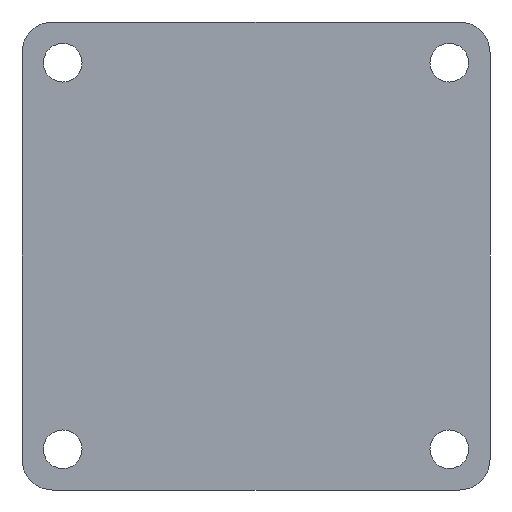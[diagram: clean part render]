
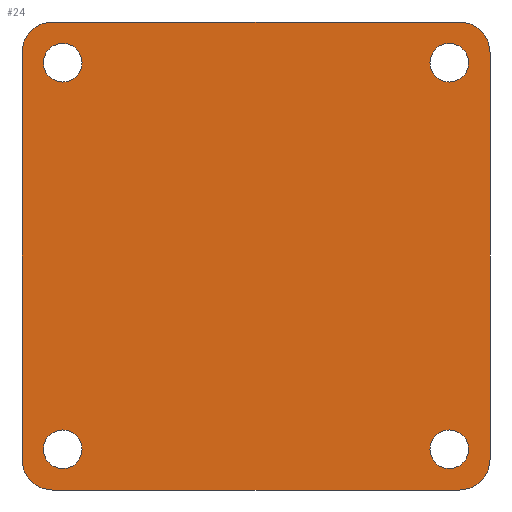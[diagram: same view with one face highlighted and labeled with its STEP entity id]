
A CAD part, front view. The second image highlights one B-rep face of the part: STEP entity #24.
In plain terms, the highlighted planar face has unit normal (0, -1, 0).
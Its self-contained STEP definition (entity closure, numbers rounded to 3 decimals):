
#14 = CARTESIAN_POINT ( 'NONE',  ( 0., 0., 0. ) ) ;
#24 = ADVANCED_FACE ( 'NONE', ( #391, #764, #1377, #1525, #252 ), #1255, .T. ) ;
#51 = DIRECTION ( 'NONE',  ( 0., 0., 1. ) ) ;
#53 = ORIENTED_EDGE ( 'NONE', *, *, #242, .T. ) ;
#65 = ORIENTED_EDGE ( 'NONE', *, *, #1508, .T. ) ;
#70 = CARTESIAN_POINT ( 'NONE',  ( -115., 0., -100. ) ) ;
#104 = DIRECTION ( 'NONE',  ( 0., 1., 0. ) ) ;
#105 = CIRCLE ( 'NONE', #594, 9.5 ) ;
#107 = CARTESIAN_POINT ( 'NONE',  ( 95., 0., 95. ) ) ;
#120 = VERTEX_POINT ( 'NONE', #1008 ) ;
#136 = EDGE_CURVE ( 'NONE', #868, #141, #756, .T. ) ;
#141 = VERTEX_POINT ( 'NONE', #190 ) ;
#142 = CARTESIAN_POINT ( 'NONE',  ( -115., 0., -115. ) ) ;
#151 = CARTESIAN_POINT ( 'NONE',  ( 115., 0., 115. ) ) ;
#166 = CARTESIAN_POINT ( 'NONE',  ( 115., 0., -100. ) ) ;
#172 = CIRCLE ( 'NONE', #324, 15. ) ;
#180 = DIRECTION ( 'NONE',  ( 0., 1., 0. ) ) ;
#186 = ORIENTED_EDGE ( 'NONE', *, *, #1394, .T. ) ;
#190 = CARTESIAN_POINT ( 'NONE',  ( -100., 0., -115. ) ) ;
#194 = EDGE_CURVE ( 'NONE', #672, #1599, #105, .T. ) ;
#206 = VECTOR ( 'NONE', #227, 1000. ) ;
#214 = DIRECTION ( 'NONE',  ( 0., 0., 1. ) ) ;
#227 = DIRECTION ( 'NONE',  ( 1., 0., 0. ) ) ;
#228 = EDGE_LOOP ( 'NONE', ( #1485, #1005 ) ) ;
#242 = EDGE_CURVE ( 'NONE', #1599, #672, #1125, .T. ) ;
#248 = ORIENTED_EDGE ( 'NONE', *, *, #1444, .F. ) ;
#252 = FACE_OUTER_BOUND ( 'NONE', #1271, .T. ) ;
#269 = AXIS2_PLACEMENT_3D ( 'NONE', #1586, #1131, #1114 ) ;
#272 = DIRECTION ( 'NONE',  ( 0., 1., 0. ) ) ;
#307 = AXIS2_PLACEMENT_3D ( 'NONE', #433, #815, #1303 ) ;
#316 = DIRECTION ( 'NONE',  ( 0., 0., -1. ) ) ;
#324 = AXIS2_PLACEMENT_3D ( 'NONE', #757, #1262, #1287 ) ;
#338 = CARTESIAN_POINT ( 'NONE',  ( 95., 0., 85.5 ) ) ;
#341 = DIRECTION ( 'NONE',  ( 0., -1., 0. ) ) ;
#342 = EDGE_CURVE ( 'NONE', #1017, #1298, #1532, .T. ) ;
#349 = EDGE_CURVE ( 'NONE', #508, #541, #1278, .T. ) ;
#350 = CIRCLE ( 'NONE', #559, 9.5 ) ;
#359 = AXIS2_PLACEMENT_3D ( 'NONE', #14, #1407, #1143 ) ;
#360 = EDGE_CURVE ( 'NONE', #1174, #1316, #1592, .T. ) ;
#369 = DIRECTION ( 'NONE',  ( 0., 1., 0. ) ) ;
#388 = AXIS2_PLACEMENT_3D ( 'NONE', #1301, #180, #316 ) ;
#391 = FACE_BOUND ( 'NONE', #777, .T. ) ;
#431 = CIRCLE ( 'NONE', #269, 15. ) ;
#432 = EDGE_CURVE ( 'NONE', #120, #451, #1574, .T. ) ;
#433 = CARTESIAN_POINT ( 'NONE',  ( -95., 0., -95. ) ) ;
#440 = AXIS2_PLACEMENT_3D ( 'NONE', #1477, #104, #974 ) ;
#451 = VERTEX_POINT ( 'NONE', #1245 ) ;
#466 = VERTEX_POINT ( 'NONE', #951 ) ;
#468 = CARTESIAN_POINT ( 'NONE',  ( -115., 0., 115. ) ) ;
#480 = CARTESIAN_POINT ( 'NONE',  ( 100., 0., -115. ) ) ;
#490 = CIRCLE ( 'NONE', #519, 9.5 ) ;
#504 = EDGE_CURVE ( 'NONE', #541, #508, #858, .T. ) ;
#508 = VERTEX_POINT ( 'NONE', #549 ) ;
#517 = EDGE_LOOP ( 'NONE', ( #727, #821 ) ) ;
#519 = AXIS2_PLACEMENT_3D ( 'NONE', #1292, #272, #1507 ) ;
#534 = CARTESIAN_POINT ( 'NONE',  ( -95., 0., 85.5 ) ) ;
#541 = VERTEX_POINT ( 'NONE', #1306 ) ;
#549 = CARTESIAN_POINT ( 'NONE',  ( 95., 0., -85.5 ) ) ;
#559 = AXIS2_PLACEMENT_3D ( 'NONE', #107, #1391, #51 ) ;
#593 = EDGE_CURVE ( 'NONE', #1341, #466, #490, .T. ) ;
#594 = AXIS2_PLACEMENT_3D ( 'NONE', #1194, #1414, #1550 ) ;
#618 = AXIS2_PLACEMENT_3D ( 'NONE', #682, #1439, #1071 ) ;
#630 = ORIENTED_EDGE ( 'NONE', *, *, #747, .T. ) ;
#672 = VERTEX_POINT ( 'NONE', #910 ) ;
#677 = ORIENTED_EDGE ( 'NONE', *, *, #827, .T. ) ;
#682 = CARTESIAN_POINT ( 'NONE',  ( 95., 0., -95. ) ) ;
#715 = CARTESIAN_POINT ( 'NONE',  ( -95., 0., 95. ) ) ;
#726 = CIRCLE ( 'NONE', #1383, 15. ) ;
#727 = ORIENTED_EDGE ( 'NONE', *, *, #349, .T. ) ;
#735 = CARTESIAN_POINT ( 'NONE',  ( -95., 0., -85.5 ) ) ;
#747 = EDGE_CURVE ( 'NONE', #1298, #1017, #1459, .T. ) ;
#756 = LINE ( 'NONE', #142, #1101 ) ;
#757 = CARTESIAN_POINT ( 'NONE',  ( -100., 0., -100. ) ) ;
#764 = FACE_BOUND ( 'NONE', #228, .T. ) ;
#769 = ORIENTED_EDGE ( 'NONE', *, *, #136, .F. ) ;
#771 = DIRECTION ( 'NONE',  ( -1., 0., 0. ) ) ;
#777 = EDGE_LOOP ( 'NONE', ( #630, #952 ) ) ;
#815 = DIRECTION ( 'NONE',  ( 0., 1., 0. ) ) ;
#821 = ORIENTED_EDGE ( 'NONE', *, *, #504, .T. ) ;
#827 = EDGE_CURVE ( 'NONE', #868, #1512, #726, .T. ) ;
#838 = CARTESIAN_POINT ( 'NONE',  ( -115., 0., 100. ) ) ;
#840 = DIRECTION ( 'NONE',  ( 0., 0., -1. ) ) ;
#853 = CARTESIAN_POINT ( 'NONE',  ( -95., 0., 104.5 ) ) ;
#858 = CIRCLE ( 'NONE', #618, 9.5 ) ;
#868 = VERTEX_POINT ( 'NONE', #480 ) ;
#897 = DIRECTION ( 'NONE',  ( 0., 0., -1. ) ) ;
#905 = LINE ( 'NONE', #151, #1447 ) ;
#910 = CARTESIAN_POINT ( 'NONE',  ( -95., 0., -104.5 ) ) ;
#951 = CARTESIAN_POINT ( 'NONE',  ( 95., 0., 104.5 ) ) ;
#952 = ORIENTED_EDGE ( 'NONE', *, *, #342, .T. ) ;
#961 = CIRCLE ( 'NONE', #1601, 15. ) ;
#974 = DIRECTION ( 'NONE',  ( 0., 0., -1. ) ) ;
#997 = AXIS2_PLACEMENT_3D ( 'NONE', #715, #369, #1328 ) ;
#1005 = ORIENTED_EDGE ( 'NONE', *, *, #593, .T. ) ;
#1008 = CARTESIAN_POINT ( 'NONE',  ( -100., 0., 115. ) ) ;
#1016 = DIRECTION ( 'NONE',  ( 0., -1., 0. ) ) ;
#1017 = VERTEX_POINT ( 'NONE', #534 ) ;
#1071 = DIRECTION ( 'NONE',  ( 0., 0., -1. ) ) ;
#1101 = VECTOR ( 'NONE', #771, 1000. ) ;
#1114 = DIRECTION ( 'NONE',  ( 0., 0., -1. ) ) ;
#1125 = CIRCLE ( 'NONE', #307, 9.5 ) ;
#1131 = DIRECTION ( 'NONE',  ( 0., -1., 0. ) ) ;
#1143 = DIRECTION ( 'NONE',  ( 0., 0., -1. ) ) ;
#1174 = VERTEX_POINT ( 'NONE', #70 ) ;
#1194 = CARTESIAN_POINT ( 'NONE',  ( -95., 0., -95. ) ) ;
#1245 = CARTESIAN_POINT ( 'NONE',  ( 100., 0., 115. ) ) ;
#1255 = PLANE ( 'NONE',  #359 ) ;
#1262 = DIRECTION ( 'NONE',  ( 0., -1., 0. ) ) ;
#1265 = ORIENTED_EDGE ( 'NONE', *, *, #432, .F. ) ;
#1271 = EDGE_LOOP ( 'NONE', ( #1265, #1392, #1417, #65, #769, #677, #248, #186 ) ) ;
#1276 = EDGE_CURVE ( 'NONE', #120, #1316, #431, .T. ) ;
#1278 = CIRCLE ( 'NONE', #440, 9.5 ) ;
#1280 = DIRECTION ( 'NONE',  ( 0., 0., -1. ) ) ;
#1287 = DIRECTION ( 'NONE',  ( 0., 0., -1. ) ) ;
#1292 = CARTESIAN_POINT ( 'NONE',  ( 95., 0., 95. ) ) ;
#1298 = VERTEX_POINT ( 'NONE', #853 ) ;
#1301 = CARTESIAN_POINT ( 'NONE',  ( -95., 0., 95. ) ) ;
#1303 = DIRECTION ( 'NONE',  ( 0., 0., 1. ) ) ;
#1306 = CARTESIAN_POINT ( 'NONE',  ( 95., 0., -104.5 ) ) ;
#1310 = VERTEX_POINT ( 'NONE', #1457 ) ;
#1316 = VERTEX_POINT ( 'NONE', #838 ) ;
#1328 = DIRECTION ( 'NONE',  ( 0., 0., -1. ) ) ;
#1335 = CARTESIAN_POINT ( 'NONE',  ( 100., 0., -100. ) ) ;
#1341 = VERTEX_POINT ( 'NONE', #338 ) ;
#1345 = EDGE_CURVE ( 'NONE', #466, #1341, #350, .T. ) ;
#1353 = CARTESIAN_POINT ( 'NONE',  ( -115., 0., 115. ) ) ;
#1377 = FACE_BOUND ( 'NONE', #517, .T. ) ;
#1383 = AXIS2_PLACEMENT_3D ( 'NONE', #1335, #341, #840 ) ;
#1391 = DIRECTION ( 'NONE',  ( 0., 1., 0. ) ) ;
#1392 = ORIENTED_EDGE ( 'NONE', *, *, #1276, .T. ) ;
#1394 = EDGE_CURVE ( 'NONE', #1310, #451, #961, .T. ) ;
#1407 = DIRECTION ( 'NONE',  ( 0., -1., 0. ) ) ;
#1408 = CARTESIAN_POINT ( 'NONE',  ( 100., 0., 100. ) ) ;
#1414 = DIRECTION ( 'NONE',  ( 0., 1., 0. ) ) ;
#1417 = ORIENTED_EDGE ( 'NONE', *, *, #360, .F. ) ;
#1439 = DIRECTION ( 'NONE',  ( 0., 1., 0. ) ) ;
#1444 = EDGE_CURVE ( 'NONE', #1310, #1512, #905, .T. ) ;
#1447 = VECTOR ( 'NONE', #1280, 1000. ) ;
#1457 = CARTESIAN_POINT ( 'NONE',  ( 115., 0., 100. ) ) ;
#1458 = VECTOR ( 'NONE', #214, 1000. ) ;
#1459 = CIRCLE ( 'NONE', #388, 9.5 ) ;
#1477 = CARTESIAN_POINT ( 'NONE',  ( 95., 0., -95. ) ) ;
#1485 = ORIENTED_EDGE ( 'NONE', *, *, #1345, .T. ) ;
#1507 = DIRECTION ( 'NONE',  ( 0., 0., 1. ) ) ;
#1508 = EDGE_CURVE ( 'NONE', #1174, #141, #172, .T. ) ;
#1512 = VERTEX_POINT ( 'NONE', #166 ) ;
#1525 = FACE_BOUND ( 'NONE', #1579, .T. ) ;
#1532 = CIRCLE ( 'NONE', #997, 9.5 ) ;
#1550 = DIRECTION ( 'NONE',  ( 0., 0., 1. ) ) ;
#1574 = LINE ( 'NONE', #1353, #206 ) ;
#1579 = EDGE_LOOP ( 'NONE', ( #53, #1593 ) ) ;
#1586 = CARTESIAN_POINT ( 'NONE',  ( -100., 0., 100. ) ) ;
#1592 = LINE ( 'NONE', #468, #1458 ) ;
#1593 = ORIENTED_EDGE ( 'NONE', *, *, #194, .T. ) ;
#1599 = VERTEX_POINT ( 'NONE', #735 ) ;
#1601 = AXIS2_PLACEMENT_3D ( 'NONE', #1408, #1016, #897 ) ;
